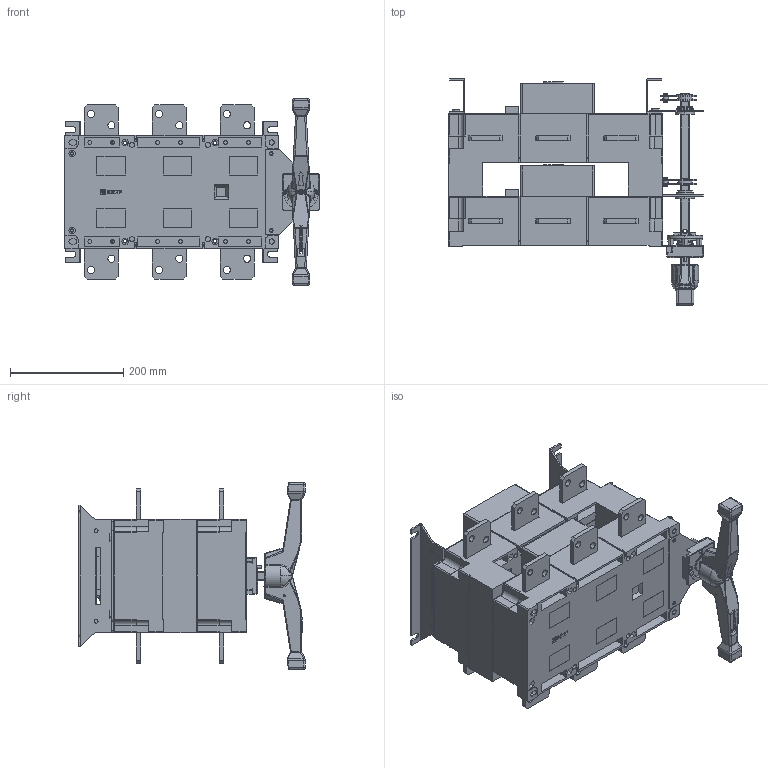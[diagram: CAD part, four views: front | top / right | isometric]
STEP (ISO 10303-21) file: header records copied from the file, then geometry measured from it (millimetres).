
FILE_DESCRIPTION (( 'STEP AP203' ), '1' );
FILE_NAME ('pscs-1000-3 Ðóáèëüíèê-ïåðåêëþ÷àòåëü 1000A 3P c ðóêîÿòêîé óïðàâëåíèÿ äëÿ ïðÿìîé óñòàíîâêè PowerSwitch EKF.STEP', '2026-03-27T08:34:44', ( '' ), ( '' ), 'SwSTEP 2.0', 'SolidWorks 2021', '' );
FILE_SCHEMA (( 'CONFIG_CONTROL_DESIGN' ));
Length unit declared in the file: millimetre
Products named in the file (1): pscs-1000-3 Ðóáèëüíèê-ïåðåêëþ÷àòåëü 1000A 3P c ðóêîÿòêîé óïðàâëåíèÿ äëÿ ïðÿìîé óñòàíîâêè PowerSwitch EKF
Bounding box: 450 x 399.87 x 330 mm (x, y, z)
Surface area: 1927499.5 mm2 (no closed solid volume)
Topology: 0 solids, 39 shells, 4453 faces, 11678 edges, 7461 vertices
Faces by surface type: plane 2736, cylinder 1238, cone 246, bspline 123, torus 86, sphere 24
Entity records: 165040 total; most frequent: CARTESIAN_POINT 55187, ORIENTED_EDGE 23178, DIRECTION 22092, EDGE_CURVE 11633, LINE 7778, VECTOR 7778, VERTEX_POINT 7459, AXIS2_PLACEMENT_3D 7157
